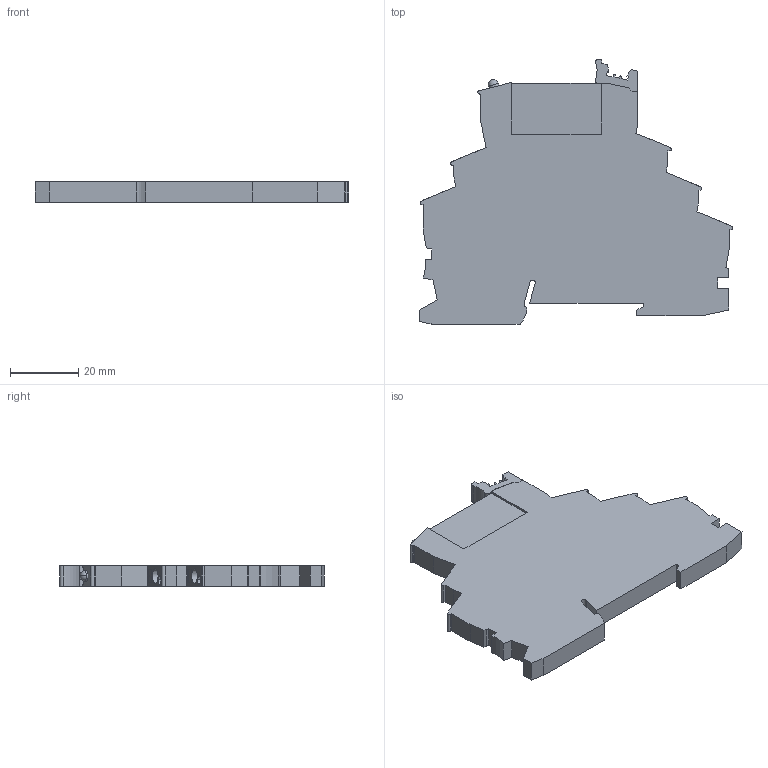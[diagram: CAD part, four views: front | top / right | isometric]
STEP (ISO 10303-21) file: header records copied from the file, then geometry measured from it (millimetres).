
FILE_DESCRIPTION(('SolidDesigner STEP Export'),'2;1');
FILE_NAME('2903371_RIF_0_RPT_12DC_21-select.stp','2013-10-18T 8:38:01',(''),(''),'Creo Elements/Direct Modeling STEP processor for AP214 (Solid Model)','Creo Elements/Direct Modeling 18.1B 29-Sep-2012 (C) Parametric Technology GmbH','');
FILE_SCHEMA(('AUTOMOTIVE_DESIGN { 1 0 10303 214 1 1 1 1 }'));
Length unit declared in the file: millimetre
Products named in the file (2): 2903371_RIF_0_RPT_12DC_21-select
Assembly tree (1 placements, depth 2):
  2903371_RIF_0_RPT_12DC_21-select
    2903371_RIF_0_RPT_12DC_21-select
Bounding box: 92 x 77.7 x 6.1 mm (x, y, z)
Volume: 28629.4 mm3; surface area: 12310.3 mm2
Topology: 1 solids, 1 shells, 215 faces, 598 edges, 399 vertices
Faces by surface type: plane 169, cylinder 34, extrusion 10, sphere 2
Entity records: 8745 total; most frequent: CARTESIAN_POINT 1613, ORIENTED_EDGE 1192, DIRECTION 996, EDGE_CURVE 596, VECTOR 494, LINE 484, VERTEX_POINT 399, AXIS2_PLACEMENT_3D 251
